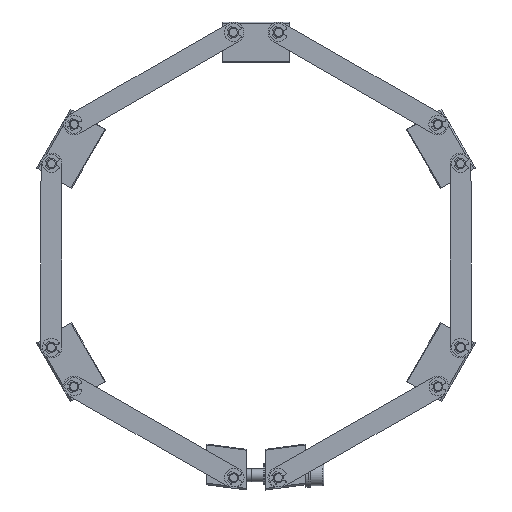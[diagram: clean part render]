
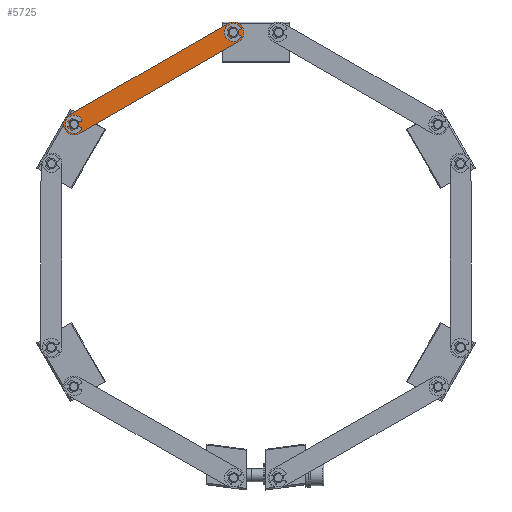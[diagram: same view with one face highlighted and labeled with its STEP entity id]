
A CAD part, left-side view. The second image highlights one B-rep face of the part: STEP entity #5725.
In plain terms, the highlighted face is planar.
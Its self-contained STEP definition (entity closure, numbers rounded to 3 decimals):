
#74=LINE('',#8871,#574);
#76=LINE('',#8879,#576);
#574=VECTOR('',#7015,1000.);
#576=VECTOR('',#7023,1000.);
#1535=ORIENTED_EDGE('',*,*,#3038,.T.);
#1536=ORIENTED_EDGE('',*,*,#3039,.T.);
#1537=ORIENTED_EDGE('',*,*,#3033,.F.);
#1538=ORIENTED_EDGE('',*,*,#3040,.F.);
#1539=ORIENTED_EDGE('',*,*,#3041,.F.);
#1540=ORIENTED_EDGE('',*,*,#3036,.F.);
#3033=EDGE_CURVE('',#3800,#3801,#4312,.T.);
#3036=EDGE_CURVE('',#3801,#3803,#74,.T.);
#3038=EDGE_CURVE('',#3804,#3804,#4313,.T.);
#3039=EDGE_CURVE('',#3805,#3805,#4314,.T.);
#3040=EDGE_CURVE('',#3806,#3800,#76,.T.);
#3041=EDGE_CURVE('',#3803,#3806,#4315,.T.);
#3800=VERTEX_POINT('',#8864);
#3801=VERTEX_POINT('',#8866);
#3803=VERTEX_POINT('',#8872);
#3804=VERTEX_POINT('',#8876);
#3805=VERTEX_POINT('',#8878);
#3806=VERTEX_POINT('',#8880);
#4312=CIRCLE('',#6224,6.5);
#4313=CIRCLE('',#6227,3.);
#4314=CIRCLE('',#6228,3.);
#4315=CIRCLE('',#6229,6.5);
#4612=EDGE_LOOP('',(#1535));
#4613=EDGE_LOOP('',(#1536));
#4614=EDGE_LOOP('',(#1537,#1538,#1539,#1540));
#5060=FACE_BOUND('',#4612,.T.);
#5061=FACE_BOUND('',#4613,.T.);
#5062=FACE_BOUND('',#4614,.T.);
#5479=PLANE('',#6226);
#5725=ADVANCED_FACE('',(#5060,#5061,#5062),#5479,.F.);
#6224=AXIS2_PLACEMENT_3D('',#8865,#7009,#7010);
#6226=AXIS2_PLACEMENT_3D('',#8874,#7017,#7018);
#6227=AXIS2_PLACEMENT_3D('',#8875,#7019,#7020);
#6228=AXIS2_PLACEMENT_3D('',#8877,#7021,#7022);
#6229=AXIS2_PLACEMENT_3D('',#8881,#7024,#7025);
#7009=DIRECTION('',(0.,0.,1.));
#7010=DIRECTION('',(0.,1.,0.));
#7015=DIRECTION('',(-1.,0.,0.));
#7017=DIRECTION('',(0.,0.,1.));
#7018=DIRECTION('',(1.,0.,0.));
#7019=DIRECTION('',(0.,0.,1.));
#7020=DIRECTION('',(-1.,0.,0.));
#7021=DIRECTION('',(0.,0.,1.));
#7022=DIRECTION('',(-1.,0.,0.));
#7023=DIRECTION('',(1.,0.,0.));
#7024=DIRECTION('',(0.,0.,1.));
#7025=DIRECTION('',(0.,-1.,0.));
#8864=CARTESIAN_POINT('',(57.,-6.5,-0.75));
#8865=CARTESIAN_POINT('',(57.,0.,-0.75));
#8866=CARTESIAN_POINT('',(57.,6.5,-0.75));
#8871=CARTESIAN_POINT('',(57.,6.5,-0.75));
#8872=CARTESIAN_POINT('',(-57.,6.5,-0.75));
#8874=CARTESIAN_POINT('',(0.,0.,-0.75));
#8875=CARTESIAN_POINT('',(-57.,0.,-0.75));
#8876=CARTESIAN_POINT('',(-60.,0.,-0.75));
#8877=CARTESIAN_POINT('',(57.,0.,-0.75));
#8878=CARTESIAN_POINT('',(54.,0.,-0.75));
#8879=CARTESIAN_POINT('',(-57.,-6.5,-0.75));
#8880=CARTESIAN_POINT('',(-57.,-6.5,-0.75));
#8881=CARTESIAN_POINT('',(-57.,0.,-0.75));
